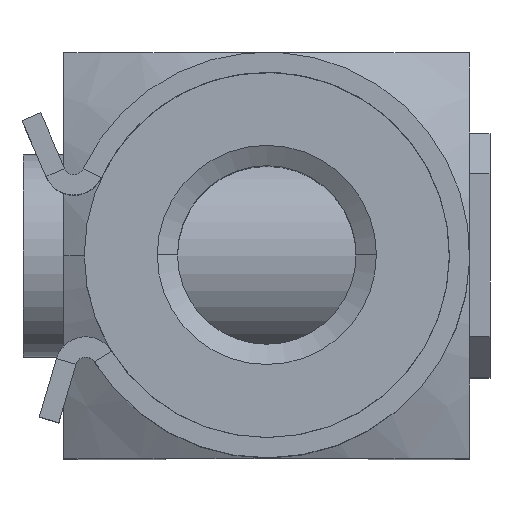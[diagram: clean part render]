
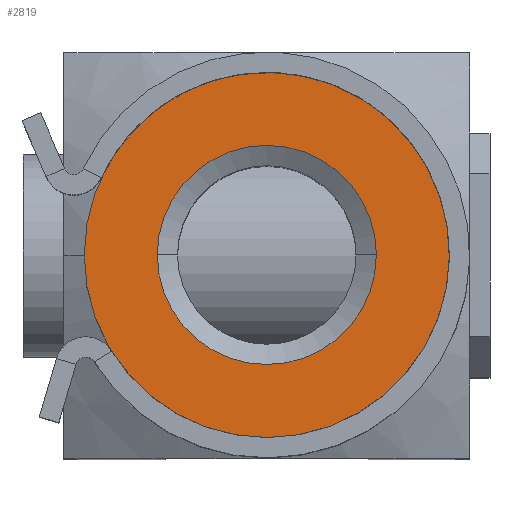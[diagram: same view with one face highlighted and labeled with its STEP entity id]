
A CAD part, top view. The second image highlights one B-rep face of the part: STEP entity #2819.
In plain terms, the highlighted planar face has unit normal (0, 0, 1).
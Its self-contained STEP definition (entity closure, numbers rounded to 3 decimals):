
#95 = EDGE_LOOP ( 'NONE', ( #1168, #1228 ) ) ;
#189 = EDGE_LOOP ( 'NONE', ( #1241, #939 ) ) ;
#199 = AXIS2_PLACEMENT_3D ( 'NONE', #2910, #2064, #460 ) ;
#250 = EDGE_CURVE ( 'NONE', #1289, #1683, #2056, .T. ) ;
#370 = VERTEX_POINT ( 'NONE', #2640 ) ;
#460 = DIRECTION ( 'NONE',  ( 1., 0., 0. ) ) ;
#612 = CARTESIAN_POINT ( 'NONE',  ( 27.447, 40.171, 78.818 ) ) ;
#723 = DIRECTION ( 'NONE',  ( 0., 0., -1. ) ) ;
#748 = CARTESIAN_POINT ( 'NONE',  ( 36.447, 40.171, 78.818 ) ) ;
#754 = DIRECTION ( 'NONE',  ( 0., 0., 1. ) ) ;
#886 = EDGE_CURVE ( 'NONE', #1445, #370, #2138, .T. ) ;
#939 = ORIENTED_EDGE ( 'NONE', *, *, #886, .T. ) ;
#1073 = AXIS2_PLACEMENT_3D ( 'NONE', #1799, #723, #1395 ) ;
#1168 = ORIENTED_EDGE ( 'NONE', *, *, #250, .T. ) ;
#1228 = ORIENTED_EDGE ( 'NONE', *, *, #2199, .T. ) ;
#1241 = ORIENTED_EDGE ( 'NONE', *, *, #1680, .T. ) ;
#1285 = DIRECTION ( 'NONE',  ( 0., 0., -1. ) ) ;
#1289 = VERTEX_POINT ( 'NONE', #1611 ) ;
#1395 = DIRECTION ( 'NONE',  ( 1., 0., 0. ) ) ;
#1437 = DIRECTION ( 'NONE',  ( 1., 0., 0. ) ) ;
#1445 = VERTEX_POINT ( 'NONE', #748 ) ;
#1488 = CIRCLE ( 'NONE', #2082, 9. ) ;
#1611 = CARTESIAN_POINT ( 'NONE',  ( 32.847, 40.171, 78.818 ) ) ;
#1680 = EDGE_CURVE ( 'NONE', #370, #1445, #1488, .T. ) ;
#1683 = VERTEX_POINT ( 'NONE', #1980 ) ;
#1799 = CARTESIAN_POINT ( 'NONE',  ( 27.447, 40.171, 78.818 ) ) ;
#1934 = DIRECTION ( 'NONE',  ( 1., 0., 0. ) ) ;
#1948 = FACE_OUTER_BOUND ( 'NONE', #189, .T. ) ;
#1980 = CARTESIAN_POINT ( 'NONE',  ( 22.047, 40.171, 78.818 ) ) ;
#2056 = CIRCLE ( 'NONE', #2333, 5.4 ) ;
#2064 = DIRECTION ( 'NONE',  ( 0., 0., 1. ) ) ;
#2082 = AXIS2_PLACEMENT_3D ( 'NONE', #612, #2830, #2189 ) ;
#2099 = CARTESIAN_POINT ( 'NONE',  ( 27.447, 40.171, 78.818 ) ) ;
#2138 = CIRCLE ( 'NONE', #2883, 9. ) ;
#2189 = DIRECTION ( 'NONE',  ( 1., 0., 0. ) ) ;
#2199 = EDGE_CURVE ( 'NONE', #1683, #1289, #2262, .T. ) ;
#2262 = CIRCLE ( 'NONE', #1073, 5.4 ) ;
#2333 = AXIS2_PLACEMENT_3D ( 'NONE', #2827, #1285, #1934 ) ;
#2536 = FACE_BOUND ( 'NONE', #95, .T. ) ;
#2640 = CARTESIAN_POINT ( 'NONE',  ( 18.447, 40.171, 78.818 ) ) ;
#2675 = PLANE ( 'NONE',  #199 ) ;
#2819 = ADVANCED_FACE ( 'NONE', ( #2536, #1948 ), #2675, .T. ) ;
#2827 = CARTESIAN_POINT ( 'NONE',  ( 27.447, 40.171, 78.818 ) ) ;
#2830 = DIRECTION ( 'NONE',  ( 0., 0., 1. ) ) ;
#2883 = AXIS2_PLACEMENT_3D ( 'NONE', #2099, #754, #1437 ) ;
#2910 = CARTESIAN_POINT ( 'NONE',  ( 27.447, 40.171, 78.818 ) ) ;
